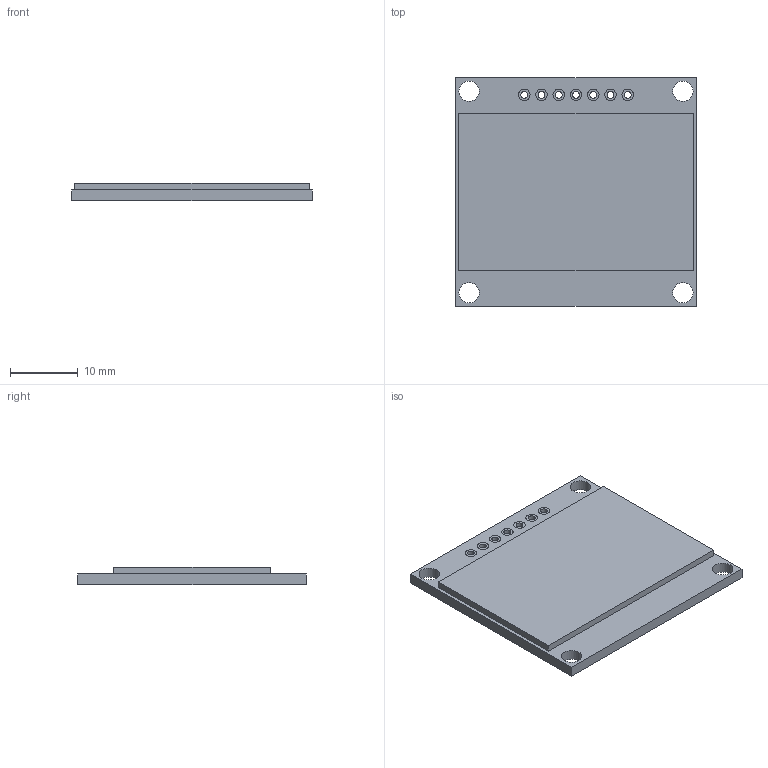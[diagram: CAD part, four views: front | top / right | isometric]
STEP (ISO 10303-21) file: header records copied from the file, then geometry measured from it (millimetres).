
FILE_DESCRIPTION(('FreeCAD Model'),'2;1');
FILE_NAME('Open CASCADE Shape Model','2022-07-10T22:53:44',('Author'),( ''),'Open CASCADE STEP processor 7.5','FreeCAD','Unknown');
FILE_SCHEMA(('AUTOMOTIVE_DESIGN { 1 0 10303 214 1 1 1 1 }'));
Length unit declared in the file: millimetre
Products named in the file (5): Part; Body; Body001; Array; Body002
Assembly tree (10 placements, depth 3):
  Part
    Body
    Body001
    Array
      Body002  x7
Bounding box: 35.5 x 33.7 x 2.6 mm (x, y, z)
Volume: 2653.6 mm3; surface area: 4463.7 mm2
Topology: 9 solids, 9 shells, 51 faces, 99 edges, 66 vertices
Faces by surface type: plane 26, cylinder 25
Full cylindrical faces by diameter (mm): 1 x7, 1.7 x14, 3 x4
Entity records: 1855 total; most frequent: CARTESIAN_POINT 359, DIRECTION 276, LINE 137, VECTOR 137, ORIENTED_EDGE 126, PCURVE 126, DEFINITIONAL_REPRESENTATION 126, AXIS2_PLACEMENT_3D 64
